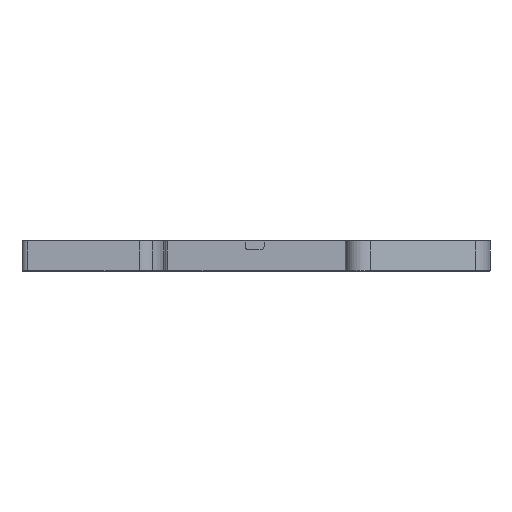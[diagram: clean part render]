
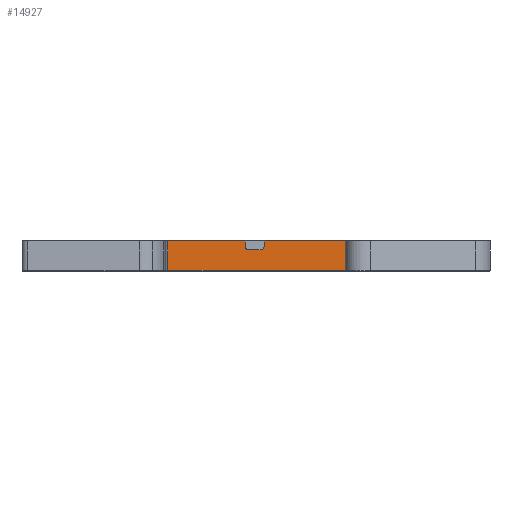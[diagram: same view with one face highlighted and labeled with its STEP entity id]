
A CAD part, front view. The second image highlights one B-rep face of the part: STEP entity #14927.
In plain terms, the highlighted planar face has unit normal (0, -1, 0).
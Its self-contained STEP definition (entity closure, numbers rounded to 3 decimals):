
#315 = DIRECTION ( 'NONE',  ( 0., 1., 0. ) ) ;
#614 = CARTESIAN_POINT ( 'NONE',  ( -38.79, -12.017, 19.475 ) ) ;
#899 = CARTESIAN_POINT ( 'NONE',  ( -24.459, -12.017, 14.475 ) ) ;
#1225 = CARTESIAN_POINT ( 'NONE',  ( -38.997, -12.017, 17.975 ) ) ;
#1275 = EDGE_CURVE ( 'NONE', #9175, #21177, #2702, .T. ) ;
#1289 = DIRECTION ( 'NONE',  ( 0., 0., -1. ) ) ;
#1426 = CARTESIAN_POINT ( 'NONE',  ( -79.503, -12.017, 19.475 ) ) ;
#2017 =( BOUNDED_CURVE ( )  B_SPLINE_CURVE ( 3, ( #19046, #1225, #21410, #15164 ),
 .UNSPECIFIED., .F., .F. ) 
 B_SPLINE_CURVE_WITH_KNOTS ( ( 4, 4 ),
 ( 1.571, 3.142 ),
 .UNSPECIFIED. ) 
 CURVE ( )  GEOMETRIC_REPRESENTATION_ITEM ( )  RATIONAL_B_SPLINE_CURVE ( ( 1., 0.805, 0.805, 1. ) ) 
 REPRESENTATION_ITEM ( '' )  );
#2155 = DIRECTION ( 'NONE',  ( 0., 0., 1. ) ) ;
#2335 = CARTESIAN_POINT ( 'NONE',  ( -55.163, -12.017, 19.475 ) ) ;
#2702 = LINE ( 'NONE', #9013, #18801 ) ;
#3127 = EDGE_CURVE ( 'NONE', #21177, #24877, #6683, .T. ) ;
#3406 = VECTOR ( 'NONE', #17561, 1000. ) ;
#3452 = CARTESIAN_POINT ( 'NONE',  ( -24.459, -12.017, 19.475 ) ) ;
#3647 = LINE ( 'NONE', #8503, #16954 ) ;
#3720 = EDGE_CURVE ( 'NONE', #23003, #3947, #2017, .T. ) ;
#3802 = DIRECTION ( 'NONE',  ( 1., 0., 0. ) ) ;
#3878 = LINE ( 'NONE', #19616, #24734 ) ;
#3947 = VERTEX_POINT ( 'NONE', #5765 ) ;
#4155 = AXIS2_PLACEMENT_3D ( 'NONE', #2335, #315, #2155 ) ;
#4312 = DIRECTION ( 'NONE',  ( 1., 0., 0. ) ) ;
#4839 = DIRECTION ( 'NONE',  ( 0., 0., 1. ) ) ;
#5361 = EDGE_LOOP ( 'NONE', ( #22778, #11938, #20394, #11637, #14579, #21597, #16942, #6459, #26081, #10282 ) ) ;
#5382 = CARTESIAN_POINT ( 'NONE',  ( -41.49, -12.017, 17.975 ) ) ;
#5724 = CARTESIAN_POINT ( 'NONE',  ( -41.99, -12.017, 18.182 ) ) ;
#5732 = VECTOR ( 'NONE', #1289, 1000. ) ;
#5765 = CARTESIAN_POINT ( 'NONE',  ( -38.79, -12.017, 18.475 ) ) ;
#5829 = EDGE_CURVE ( 'NONE', #16700, #12711, #3878, .T. ) ;
#6043 = VERTEX_POINT ( 'NONE', #24532 ) ;
#6424 = CARTESIAN_POINT ( 'NONE',  ( -41.49, -12.017, 17.975 ) ) ;
#6459 = ORIENTED_EDGE ( 'NONE', *, *, #3720, .F. ) ;
#6683 =( BOUNDED_CURVE ( )  B_SPLINE_CURVE ( 3, ( #23474, #5724, #21707, #5382 ),
 .UNSPECIFIED., .F., .F. ) 
 B_SPLINE_CURVE_WITH_KNOTS ( ( 4, 4 ),
 ( 0., 1.571 ),
 .UNSPECIFIED. ) 
 CURVE ( )  GEOMETRIC_REPRESENTATION_ITEM ( )  RATIONAL_B_SPLINE_CURVE ( ( 1., 0.805, 0.805, 1. ) ) 
 REPRESENTATION_ITEM ( '' )  );
#7016 = CARTESIAN_POINT ( 'NONE',  ( -41.99, -12.017, 18.475 ) ) ;
#7379 = EDGE_CURVE ( 'NONE', #12711, #13910, #22146, .T. ) ;
#8503 = CARTESIAN_POINT ( 'NONE',  ( -55.163, -12.017, 19.475 ) ) ;
#8616 = CARTESIAN_POINT ( 'NONE',  ( -41.489, -12.017, 17.975 ) ) ;
#9013 = CARTESIAN_POINT ( 'NONE',  ( -41.99, -12.017, 19.475 ) ) ;
#9175 = VERTEX_POINT ( 'NONE', #25545 ) ;
#10282 = ORIENTED_EDGE ( 'NONE', *, *, #3127, .F. ) ;
#11488 = CARTESIAN_POINT ( 'NONE',  ( -39.29, -12.017, 17.975 ) ) ;
#11637 = ORIENTED_EDGE ( 'NONE', *, *, #14724, .F. ) ;
#11938 = ORIENTED_EDGE ( 'NONE', *, *, #22328, .F. ) ;
#12343 = PLANE ( 'NONE',  #4155 ) ;
#12456 = LINE ( 'NONE', #24872, #23211 ) ;
#12617 = DIRECTION ( 'NONE',  ( 0., 0., -1. ) ) ;
#12711 = VERTEX_POINT ( 'NONE', #13039 ) ;
#12786 = EDGE_CURVE ( 'NONE', #24877, #23003, #17753, .T. ) ;
#13039 = CARTESIAN_POINT ( 'NONE',  ( -24.459, -12.017, 19.475 ) ) ;
#13215 = LINE ( 'NONE', #25444, #21759 ) ;
#13910 = VERTEX_POINT ( 'NONE', #899 ) ;
#14490 = FACE_OUTER_BOUND ( 'NONE', #5361, .T. ) ;
#14579 = ORIENTED_EDGE ( 'NONE', *, *, #7379, .F. ) ;
#14724 = EDGE_CURVE ( 'NONE', #13910, #20909, #13215, .T. ) ;
#14927 = ADVANCED_FACE ( 'NONE', ( #14490 ), #12343, .F. ) ;
#15164 = CARTESIAN_POINT ( 'NONE',  ( -38.79, -12.017, 18.475 ) ) ;
#16700 = VERTEX_POINT ( 'NONE', #614 ) ;
#16942 = ORIENTED_EDGE ( 'NONE', *, *, #17931, .F. ) ;
#16954 = VECTOR ( 'NONE', #22552, 1000. ) ;
#17561 = DIRECTION ( 'NONE',  ( 1., 0., 0. ) ) ;
#17753 = LINE ( 'NONE', #8616, #20581 ) ;
#17931 = EDGE_CURVE ( 'NONE', #3947, #16700, #12456, .T. ) ;
#18801 = VECTOR ( 'NONE', #12617, 1000. ) ;
#19046 = CARTESIAN_POINT ( 'NONE',  ( -39.29, -12.017, 17.975 ) ) ;
#19616 = CARTESIAN_POINT ( 'NONE',  ( -79.503, -12.017, 19.475 ) ) ;
#20394 = ORIENTED_EDGE ( 'NONE', *, *, #23767, .F. ) ;
#20581 = VECTOR ( 'NONE', #4312, 1000. ) ;
#20909 = VERTEX_POINT ( 'NONE', #24558 ) ;
#21177 = VERTEX_POINT ( 'NONE', #7016 ) ;
#21410 = CARTESIAN_POINT ( 'NONE',  ( -38.79, -12.017, 18.182 ) ) ;
#21597 = ORIENTED_EDGE ( 'NONE', *, *, #5829, .F. ) ;
#21707 = CARTESIAN_POINT ( 'NONE',  ( -41.782, -12.017, 17.975 ) ) ;
#21759 = VECTOR ( 'NONE', #25532, 1000. ) ;
#22146 = LINE ( 'NONE', #3452, #5732 ) ;
#22328 = EDGE_CURVE ( 'NONE', #6043, #9175, #22352, .T. ) ;
#22352 = LINE ( 'NONE', #1426, #3406 ) ;
#22552 = DIRECTION ( 'NONE',  ( 0., 0., 1. ) ) ;
#22778 = ORIENTED_EDGE ( 'NONE', *, *, #1275, .F. ) ;
#23003 = VERTEX_POINT ( 'NONE', #11488 ) ;
#23211 = VECTOR ( 'NONE', #4839, 1000. ) ;
#23474 = CARTESIAN_POINT ( 'NONE',  ( -41.99, -12.017, 18.475 ) ) ;
#23767 = EDGE_CURVE ( 'NONE', #20909, #6043, #3647, .T. ) ;
#24532 = CARTESIAN_POINT ( 'NONE',  ( -55.163, -12.017, 19.475 ) ) ;
#24558 = CARTESIAN_POINT ( 'NONE',  ( -55.163, -12.017, 14.475 ) ) ;
#24734 = VECTOR ( 'NONE', #3802, 1000. ) ;
#24872 = CARTESIAN_POINT ( 'NONE',  ( -38.79, -12.017, 19.475 ) ) ;
#24877 = VERTEX_POINT ( 'NONE', #6424 ) ;
#25444 = CARTESIAN_POINT ( 'NONE',  ( -62.831, -12.017, 14.475 ) ) ;
#25532 = DIRECTION ( 'NONE',  ( -1., 0., 0. ) ) ;
#25545 = CARTESIAN_POINT ( 'NONE',  ( -41.99, -12.017, 19.475 ) ) ;
#26081 = ORIENTED_EDGE ( 'NONE', *, *, #12786, .F. ) ;
